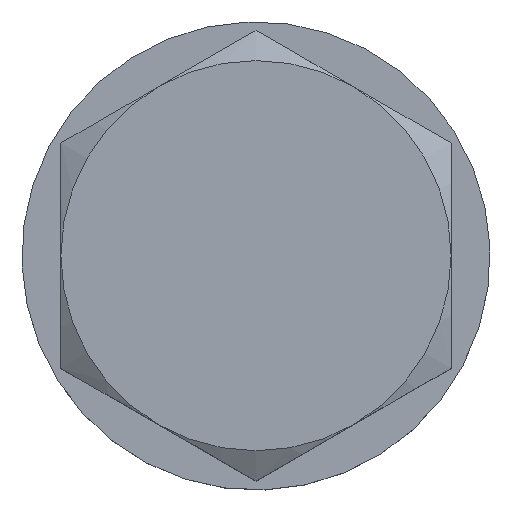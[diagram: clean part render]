
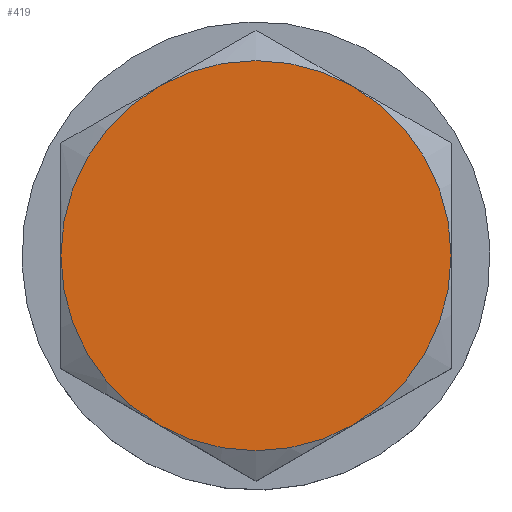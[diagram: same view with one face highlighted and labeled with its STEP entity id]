
A CAD part, top view. The second image highlights one B-rep face of the part: STEP entity #419.
In plain terms, the highlighted planar face has unit normal (0, 0, 1).
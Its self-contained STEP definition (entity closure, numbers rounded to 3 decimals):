
#48=PLANE('',#489);
#71=FACE_OUTER_BOUND('',#103,.T.);
#103=EDGE_LOOP('',(#333,#334,#335,#336,#337,#338));
#179=CIRCLE('',#490,5.);
#180=CIRCLE('',#491,5.);
#181=CIRCLE('',#492,5.);
#182=CIRCLE('',#493,5.);
#183=CIRCLE('',#494,5.);
#184=CIRCLE('',#495,5.);
#207=VERTEX_POINT('',#711);
#208=VERTEX_POINT('',#712);
#209=VERTEX_POINT('',#714);
#210=VERTEX_POINT('',#716);
#211=VERTEX_POINT('',#718);
#212=VERTEX_POINT('',#720);
#253=EDGE_CURVE('',#207,#208,#179,.T.);
#254=EDGE_CURVE('',#209,#207,#180,.T.);
#255=EDGE_CURVE('',#210,#209,#181,.T.);
#256=EDGE_CURVE('',#211,#210,#182,.T.);
#257=EDGE_CURVE('',#211,#212,#183,.T.);
#258=EDGE_CURVE('',#208,#212,#184,.T.);
#333=ORIENTED_EDGE('',*,*,#253,.F.);
#334=ORIENTED_EDGE('',*,*,#254,.F.);
#335=ORIENTED_EDGE('',*,*,#255,.F.);
#336=ORIENTED_EDGE('',*,*,#256,.F.);
#337=ORIENTED_EDGE('',*,*,#257,.T.);
#338=ORIENTED_EDGE('',*,*,#258,.F.);
#419=ADVANCED_FACE('',(#71),#48,.F.);
#489=AXIS2_PLACEMENT_3D('',#710,#593,#594);
#490=AXIS2_PLACEMENT_3D('',#713,#595,#596);
#491=AXIS2_PLACEMENT_3D('',#715,#597,#598);
#492=AXIS2_PLACEMENT_3D('',#717,#599,#600);
#493=AXIS2_PLACEMENT_3D('',#719,#601,#602);
#494=AXIS2_PLACEMENT_3D('',#721,#603,#604);
#495=AXIS2_PLACEMENT_3D('',#722,#605,#606);
#593=DIRECTION('center_axis',(0.,0.,
-1.));
#594=DIRECTION('ref_axis',(-0.5,-0.866,0.));
#595=DIRECTION('center_axis',(0.,0.,
-1.));
#596=DIRECTION('ref_axis',(-0.5,-0.866,0.));
#597=DIRECTION('center_axis',(0.,0.,
-1.));
#598=DIRECTION('ref_axis',(-0.5,-0.866,0.));
#599=DIRECTION('center_axis',(0.,0.,
-1.));
#600=DIRECTION('ref_axis',(-0.5,-0.866,0.));
#601=DIRECTION('center_axis',(0.,0.,
-1.));
#602=DIRECTION('ref_axis',(-0.5,-0.866,0.));
#603=DIRECTION('center_axis',(0.,0.,
1.));
#604=DIRECTION('ref_axis',(0.5,0.866,0.));
#605=DIRECTION('center_axis',(0.,0.,
-1.));
#606=DIRECTION('ref_axis',(-0.5,-0.866,0.));
#710=CARTESIAN_POINT('Origin',(-19.675,-22.531,18.3));
#711=CARTESIAN_POINT('',(-17.175,-29.748,18.3));
#712=CARTESIAN_POINT('',(-19.675,-25.418,18.3));
#713=CARTESIAN_POINT('Origin',(-14.675,-25.418,18.3));
#714=CARTESIAN_POINT('',(-12.175,-29.748,18.3));
#715=CARTESIAN_POINT('Origin',(-14.675,-25.418,18.3));
#716=CARTESIAN_POINT('',(-9.675,-25.418,18.3));
#717=CARTESIAN_POINT('Origin',(-14.675,-25.418,18.3));
#718=CARTESIAN_POINT('',(-12.175,-21.088,18.3));
#719=CARTESIAN_POINT('Origin',(-14.675,-25.418,18.3));
#720=CARTESIAN_POINT('',(-17.175,-21.088,18.3));
#721=CARTESIAN_POINT('Origin',(-14.675,-25.418,18.3));
#722=CARTESIAN_POINT('Origin',(-14.675,-25.418,18.3));
